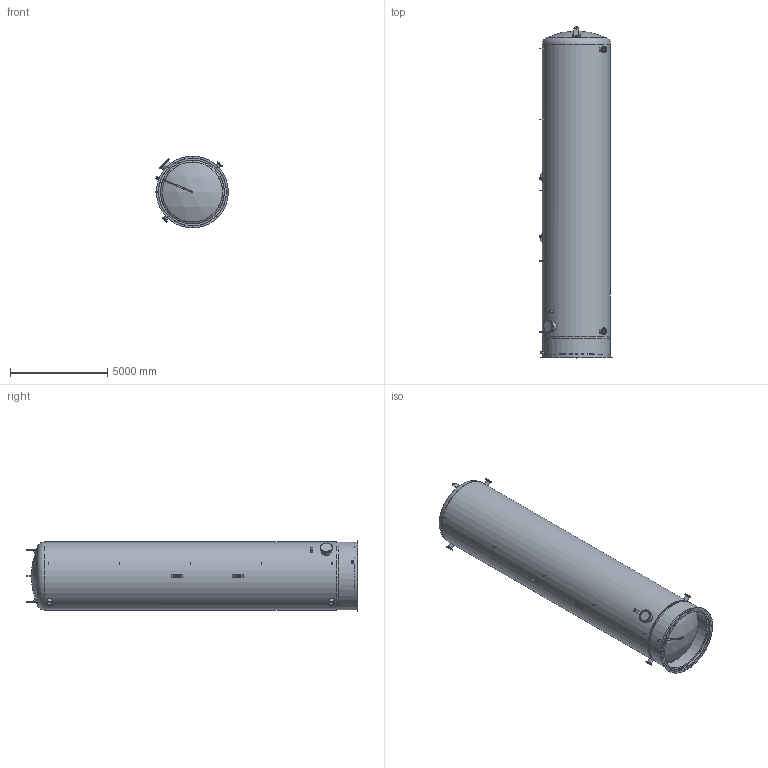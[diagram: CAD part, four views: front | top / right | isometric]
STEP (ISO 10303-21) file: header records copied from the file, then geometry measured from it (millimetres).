
FILE_DESCRIPTION(/* description */ (''),/* implementation_level */ '2;1');
FILE_NAME(/* name */ 'Ø3500_152_3_200_SZ_WZ2.stp',/* time_stamp */ '2020-07-08T13:58:08+02:00',/* author */ ('ch'),/* organization */ ('DEHOUST GmbH Heidenau'),/* preprocessor_version */ 'ST-DEVELOPER v17.2',/* originating_system */ 'Autodesk Inventor 2019',/* authorisation */ '');
FILE_SCHEMA (('AUTOMOTIVE_DESIGN { 1 0 10303 214 3 1 1 }'));
Length unit declared in the file: millimetre
Products named in the file (29): 814856; Klöpper_Gew_PL2019-03; Klöpper_Gew_PL2019-02; Zyl_Ø3500_8x15000_2019; TÖB_Puffer_PL2019-01; Standzarge_PL2019-04; Dom DN500_1092-1-01_PN6_6x370_2019; DIN EN 10220-1 - 508 x 6,3 - 370; Flansch DN500 DIN2573; Blindflansch DN500 DIN2527; DN200 mB  Ø3500_180°_200; DIN 2633 schweißhalsflansch Typ C Serie 1 (ISO) - PN 16 200 x 219.
1; DIN 2605 90 Grad Schenkelrohrtyp 3 219.1 - 6.3S; DIN EN 10220-1 - 219,1 x 6,3 - 1530; TÖM_100+_Ø3500_schwer_2018; Muffe Thermo Iso200; DIN EN 10220-1 - 26,9 x 2,6 - 250; ISO 4145 Fassung M2 1/2; Iso200_Ø3500_152_Alu; Entleerung 2_SZ_Ø3500_1870_PL2019; DIN EN 10220-1 - 60,3 x 4 - 1870; DIN 2605 90 Grad Schenkelrohrtyp 3 60.3 - 2S; DIN EN 10220-1 - 60,3 x 4 - 50; ISO 4144 Fassung S2 2; Entlüftung 1 Iso200_2019; DIN EN 10220-1 - 33,7 x 3,2 - 230; ISO 4145 Fassung M2 1; Schildbrücke Pu-Iso200; Standard (DIN)
Assembly tree (37 placements, depth 3):
  814856
    Klöpper_Gew_PL2019-03
    Klöpper_Gew_PL2019-02
    Zyl_Ø3500_8x15000_2019
    TÖB_Puffer_PL2019-01  x2
    Standzarge_PL2019-04
    Dom DN500_1092-1-01_PN6_6x370_2019
      DIN EN 10220-1 - 508 x 6,3 - 370
      Flansch DN500 DIN2573
      Blindflansch DN500 DIN2527
    DN200 mB  Ø3500_180°_200  x4
      DIN 2633 schweißhalsflansch Typ C Serie 1 (ISO) - PN 16 200 x 219.
1
      DIN 2605 90 Grad Schenkelrohrtyp 3 219.1 - 6.3S
      DIN EN 10220-1 - 219,1 x 6,3 - 1530
    TÖM_100+_Ø3500_schwer_2018  x2
    Muffe Thermo Iso200  x5
      DIN EN 10220-1 - 26,9 x 2,6 - 250
      ISO 4145 Fassung M2 1/2
    Iso200_Ø3500_152_Alu
    Entleerung 2_SZ_Ø3500_1870_PL2019
      DIN EN 10220-1 - 60,3 x 4 - 1870
      DIN 2605 90 Grad Schenkelrohrtyp 3 60.3 - 2S
      DIN EN 10220-1 - 60,3 x 4 - 50
      ISO 4144 Fassung S2 2
    Entlüftung 1 Iso200_2019
      DIN EN 10220-1 - 33,7 x 3,2 - 230
      ISO 4145 Fassung M2 1
    Schildbrücke Pu-Iso200
    Standard (DIN)
Bounding box: 3741.96 x 17081.76 x 3699.92 mm (x, y, z)
Volume: 2131653010.6 mm3; surface area: 427813751.6 mm2
Topology: 50 solids, 50 shells, 426 faces, 1042 edges, 726 vertices
Faces by surface type: cylinder 226, plane 172, torus 14, sphere 8, cone 4, bspline 2
Full cylindrical faces by diameter (mm): 5.8 x4, 18.631 x5, 21.7 x5, 22 x88, 26.4 x5, 26.9 x10, 27.3 x1, 30.291 x1, 33.7 x1, 39.5 x1, 52.3 x2, 56.656 x1, 60 x2, 60.3 x4, 68 x1, 72 x2, 80.9 x1, 88.9 x1, 206.5 x4, 207.3 x4, 219.1 x12, 268 x4, 340 x4, 495.4 x1, 508 x3, 645 x2, 3276 x1, 3300 x1, 3476 x1, 3478.8 x1
Entity records: 11391 total; most frequent: CARTESIAN_POINT 3275, DIRECTION 1587, ORIENTED_EDGE 1336, EDGE_CURVE 668, AXIS2_PLACEMENT_3D 654, VERTEX_POINT 463, EDGE_LOOP 447, CIRCLE 325
